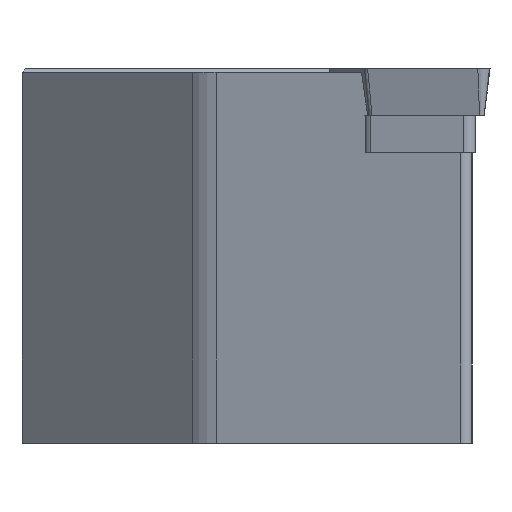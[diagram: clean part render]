
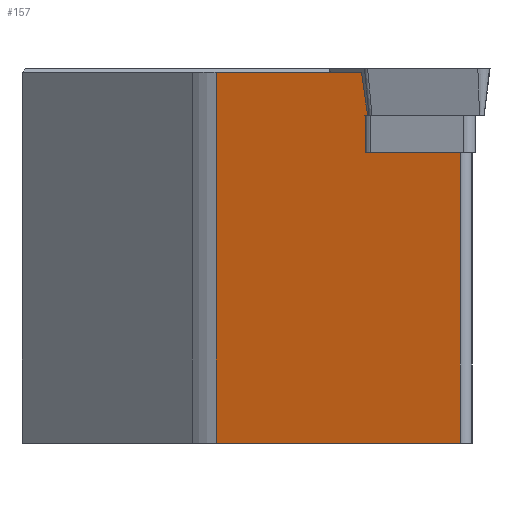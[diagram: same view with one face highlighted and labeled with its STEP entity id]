
A CAD part, left-side view. The second image highlights one B-rep face of the part: STEP entity #157.
In plain terms, the highlighted planar face has unit normal (-0.954, 0.301, 0).
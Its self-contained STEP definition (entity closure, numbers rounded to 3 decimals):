
#157=ADVANCED_FACE('',(#242),#205,.F.);
#205=PLANE('',#969);
#242=FACE_OUTER_BOUND('',#291,.T.);
#291=EDGE_LOOP('',(#352,#353,#354,#355,#356,#357,#358,#359));
#352=ORIENTED_EDGE('',*,*,#669,.F.);
#353=ORIENTED_EDGE('',*,*,#670,.T.);
#354=ORIENTED_EDGE('',*,*,#671,.T.);
#355=ORIENTED_EDGE('',*,*,#672,.T.);
#356=ORIENTED_EDGE('',*,*,#673,.F.);
#357=ORIENTED_EDGE('',*,*,#674,.T.);
#358=ORIENTED_EDGE('',*,*,#675,.F.);
#359=ORIENTED_EDGE('',*,*,#667,.F.);
#590=VERTEX_POINT('',#1315);
#591=VERTEX_POINT('',#1317);
#592=VERTEX_POINT('',#1321);
#593=VERTEX_POINT('',#1323);
#594=VERTEX_POINT('',#1325);
#595=VERTEX_POINT('',#1327);
#596=VERTEX_POINT('',#1329);
#597=VERTEX_POINT('',#1331);
#667=EDGE_CURVE('',#590,#591,#786,.T.);
#669=EDGE_CURVE('',#592,#590,#787,.T.);
#670=EDGE_CURVE('',#592,#593,#788,.T.);
#671=EDGE_CURVE('',#593,#594,#789,.T.);
#672=EDGE_CURVE('',#594,#595,#790,.T.);
#673=EDGE_CURVE('',#596,#595,#791,.T.);
#674=EDGE_CURVE('',#596,#597,#792,.T.);
#675=EDGE_CURVE('',#591,#597,#793,.T.);
#786=LINE('',#1316,#879);
#787=LINE('',#1320,#880);
#788=LINE('',#1322,#881);
#789=LINE('',#1324,#882);
#790=LINE('',#1326,#883);
#791=LINE('',#1328,#884);
#792=LINE('',#1330,#885);
#793=LINE('',#1332,#886);
#879=VECTOR('',#1055,1.);
#880=VECTOR('',#1060,1.);
#881=VECTOR('',#1061,1.);
#882=VECTOR('',#1062,1.);
#883=VECTOR('',#1063,1.);
#884=VECTOR('',#1064,1.);
#885=VECTOR('',#1065,1.);
#886=VECTOR('',#1066,1.);
#969=AXIS2_PLACEMENT_3D('',#1333,#1067,#1068);
#1055=DIRECTION('',(0.,0.,-1.));
#1060=DIRECTION('',(-0.301,-0.954,0.));
#1061=DIRECTION('',(0.,0.,1.));
#1062=DIRECTION('',(-0.301,-0.954,0.));
#1063=DIRECTION('',(0.045,0.141,0.989));
#1064=DIRECTION('',(-0.301,-0.954,0.));
#1065=DIRECTION('',(0.,0.,-1.));
#1066=DIRECTION('',(0.301,0.954,0.));
#1067=DIRECTION('',(0.954,-0.301,0.));
#1068=DIRECTION('',(0.301,0.954,0.));
#1315=CARTESIAN_POINT('',(1.558,-37.438,-7.15));
#1316=CARTESIAN_POINT('',(1.558,-37.438,-35.));
#1317=CARTESIAN_POINT('',(1.558,-37.438,-32.));
#1320=CARTESIAN_POINT('',(1.558,-37.438,-7.15));
#1321=CARTESIAN_POINT('',(4.098,-29.383,-7.15));
#1322=CARTESIAN_POINT('',(4.098,-29.383,-3.97));
#1323=CARTESIAN_POINT('',(4.098,-29.383,-3.97));
#1324=CARTESIAN_POINT('',(1.558,-37.438,-3.97));
#1325=CARTESIAN_POINT('',(4.049,-29.538,-3.97));
#1326=CARTESIAN_POINT('',(4.048,-29.543,-4.005));
#1327=CARTESIAN_POINT('',(4.215,-29.014,-0.3));
#1328=CARTESIAN_POINT('',(1.558,-37.438,-0.3));
#1329=CARTESIAN_POINT('',(8.131,-16.592,-0.3));
#1330=CARTESIAN_POINT('',(8.131,-16.592,-35.));
#1331=CARTESIAN_POINT('',(8.131,-16.592,-32.));
#1332=CARTESIAN_POINT('',(1.558,-37.438,-32.));
#1333=CARTESIAN_POINT('',(1.558,-37.438,-35.));
